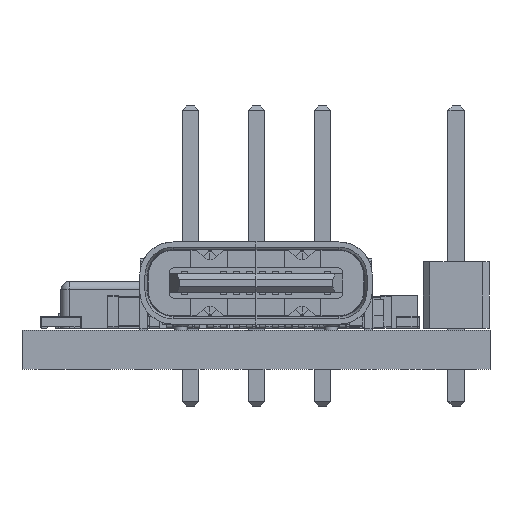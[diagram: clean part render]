
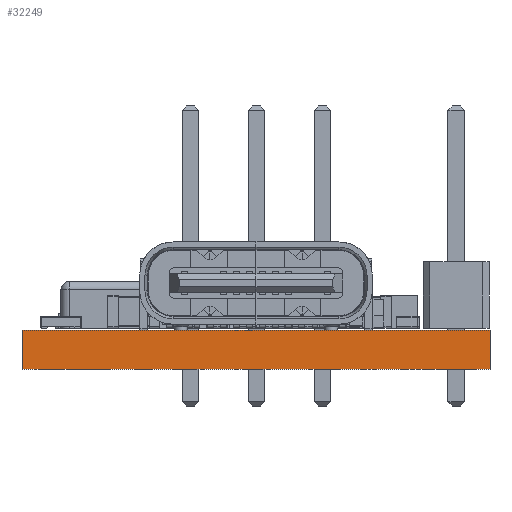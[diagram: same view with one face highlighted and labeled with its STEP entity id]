
A CAD part, left-side view. The second image highlights one B-rep face of the part: STEP entity #32249.
In plain terms, the highlighted planar face has unit normal (-1, 0, 0).
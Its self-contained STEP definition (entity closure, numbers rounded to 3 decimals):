
#32193 = VERTEX_POINT('',#32194);
#32194 = CARTESIAN_POINT('',(140.,-88.,1.51));
#32200 = EDGE_CURVE('',#32201,#32193,#32203,.T.);
#32201 = VERTEX_POINT('',#32202);
#32202 = CARTESIAN_POINT('',(140.,-88.,0.));
#32203 = LINE('',#32204,#32205);
#32204 = CARTESIAN_POINT('',(140.,-88.,0.));
#32205 = VECTOR('',#32206,1.);
#32206 = DIRECTION('',(0.,0.,1.));
#32249 = ADVANCED_FACE('',(#32250),#32275,.T.);
#32250 = FACE_BOUND('',#32251,.T.);
#32251 = EDGE_LOOP('',(#32252,#32253,#32261,#32269));
#32252 = ORIENTED_EDGE('',*,*,#32200,.T.);
#32253 = ORIENTED_EDGE('',*,*,#32254,.T.);
#32254 = EDGE_CURVE('',#32193,#32255,#32257,.T.);
#32255 = VERTEX_POINT('',#32256);
#32256 = CARTESIAN_POINT('',(140.,-70.,1.51));
#32257 = LINE('',#32258,#32259);
#32258 = CARTESIAN_POINT('',(140.,-88.,1.51));
#32259 = VECTOR('',#32260,1.);
#32260 = DIRECTION('',(0.,1.,0.));
#32261 = ORIENTED_EDGE('',*,*,#32262,.F.);
#32262 = EDGE_CURVE('',#32263,#32255,#32265,.T.);
#32263 = VERTEX_POINT('',#32264);
#32264 = CARTESIAN_POINT('',(140.,-70.,0.));
#32265 = LINE('',#32266,#32267);
#32266 = CARTESIAN_POINT('',(140.,-70.,0.));
#32267 = VECTOR('',#32268,1.);
#32268 = DIRECTION('',(0.,0.,1.));
#32269 = ORIENTED_EDGE('',*,*,#32270,.F.);
#32270 = EDGE_CURVE('',#32201,#32263,#32271,.T.);
#32271 = LINE('',#32272,#32273);
#32272 = CARTESIAN_POINT('',(140.,-88.,0.));
#32273 = VECTOR('',#32274,1.);
#32274 = DIRECTION('',(0.,1.,0.));
#32275 = PLANE('',#32276);
#32276 = AXIS2_PLACEMENT_3D('',#32277,#32278,#32279);
#32277 = CARTESIAN_POINT('',(140.,-88.,0.));
#32278 = DIRECTION('',(-1.,0.,0.));
#32279 = DIRECTION('',(0.,1.,0.));
